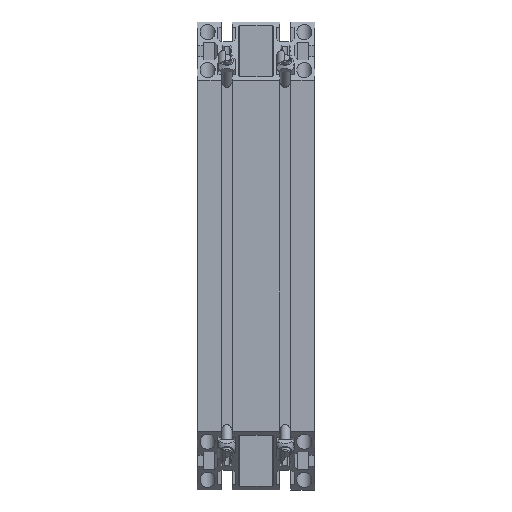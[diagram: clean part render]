
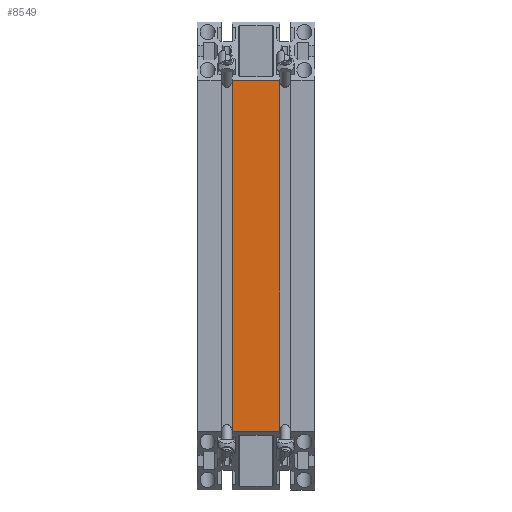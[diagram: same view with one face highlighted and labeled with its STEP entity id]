
A CAD part, top view. The second image highlights one B-rep face of the part: STEP entity #8549.
In plain terms, the highlighted face is planar.
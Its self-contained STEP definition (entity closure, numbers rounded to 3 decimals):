
#6498=CARTESIAN_POINT('',(-18.4,22.5,45.));
#6499=VERTEX_POINT('',#6498);
#6506=CARTESIAN_POINT('',(18.4,22.5,45.));
#6507=VERTEX_POINT('',#6506);
#6508=CARTESIAN_POINT('',(18.4,22.5,45.));
#6509=DIRECTION('',(-1.0,0.0,0.0));
#6510=VECTOR('',#6509,36.8);
#6511=LINE('',#6508,#6510);
#6512=EDGE_CURVE('',#6507,#6499,#6511,.T.);
#7094=CARTESIAN_POINT('',(18.4,22.5,315.));
#7095=VERTEX_POINT('',#7094);
#7102=CARTESIAN_POINT('',(-18.4,22.5,315.));
#7103=VERTEX_POINT('',#7102);
#7104=CARTESIAN_POINT('',(-18.4,22.5,315.));
#7105=DIRECTION('',(1.0,0.0,0.0));
#7106=VECTOR('',#7105,36.8);
#7107=LINE('',#7104,#7106);
#7108=EDGE_CURVE('',#7103,#7095,#7107,.T.);
#8524=CARTESIAN_POINT('',(-18.4,22.5,45.));
#8525=DIRECTION('',(0.0,0.0,1.0));
#8526=VECTOR('',#8525,270.);
#8527=LINE('',#8524,#8526);
#8528=EDGE_CURVE('',#6499,#7103,#8527,.T.);
#8533=CARTESIAN_POINT('',(-18.4,22.5,0.0));
#8534=DIRECTION('',(0.0,1.0,0.0));
#8535=DIRECTION('',(0.0,0.0,1.0));
#8536=AXIS2_PLACEMENT_3D('',#8533,#8534,#8535);
#8537=PLANE('',#8536);
#8538=ORIENTED_EDGE('',*,*,#6512,.T.);
#8539=ORIENTED_EDGE('',*,*,#8528,.T.);
#8540=ORIENTED_EDGE('',*,*,#7108,.T.);
#8541=CARTESIAN_POINT('',(18.4,22.5,45.));
#8542=DIRECTION('',(0.0,0.0,1.0));
#8543=VECTOR('',#8542,270.);
#8544=LINE('',#8541,#8543);
#8545=EDGE_CURVE('',#6507,#7095,#8544,.T.);
#8546=ORIENTED_EDGE('',*,*,#8545,.F.);
#8547=EDGE_LOOP('',(#8538,#8539,#8540,#8546));
#8548=FACE_OUTER_BOUND('',#8547,.T.);
#8549=ADVANCED_FACE('',(#8548),#8537,.T.);
